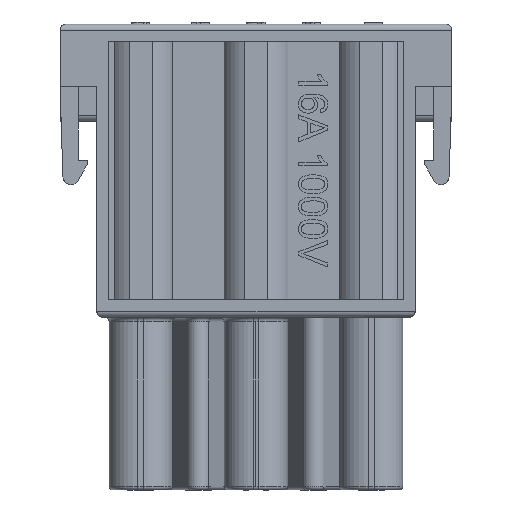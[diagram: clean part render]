
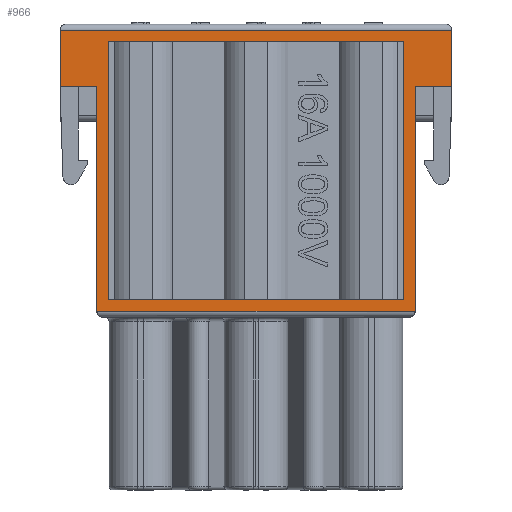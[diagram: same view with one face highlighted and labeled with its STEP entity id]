
A CAD part, left-side view. The second image highlights one B-rep face of the part: STEP entity #966.
In plain terms, the highlighted planar face has unit normal (-1, 0, 0).
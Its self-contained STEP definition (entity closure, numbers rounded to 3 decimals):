
#263=FACE_BOUND('',#2230,.T.);
#264=FACE_BOUND('',#2231,.T.);
#966=ADVANCED_FACE('',(#263,#264),#1347,.T.);
#1347=PLANE('',#9044);
#2230=EDGE_LOOP('',(#3850,#3851,#3852,#3853));
#2231=EDGE_LOOP('',(#3854,#3855,#3856,#3857,#3858,#3859,#3860,#3861));
#3850=ORIENTED_EDGE('',*,*,#6356,.T.);
#3851=ORIENTED_EDGE('',*,*,#6351,.T.);
#3852=ORIENTED_EDGE('',*,*,#6352,.T.);
#3853=ORIENTED_EDGE('',*,*,#6354,.T.);
#3854=ORIENTED_EDGE('',*,*,#6038,.T.);
#3855=ORIENTED_EDGE('',*,*,#6456,.F.);
#3856=ORIENTED_EDGE('',*,*,#6457,.T.);
#3857=ORIENTED_EDGE('',*,*,#6452,.T.);
#3858=ORIENTED_EDGE('',*,*,#6047,.T.);
#3859=ORIENTED_EDGE('',*,*,#6410,.T.);
#3860=ORIENTED_EDGE('',*,*,#6458,.T.);
#3861=ORIENTED_EDGE('',*,*,#6371,.T.);
#5209=VERTEX_POINT('',#12578);
#5210=VERTEX_POINT('',#12580);
#5215=VERTEX_POINT('',#12596);
#5216=VERTEX_POINT('',#12598);
#5382=VERTEX_POINT('',#13228);
#5383=VERTEX_POINT('',#13230);
#5384=VERTEX_POINT('',#13234);
#5385=VERTEX_POINT('',#13238);
#5390=VERTEX_POINT('',#13270);
#5418=VERTEX_POINT('',#13350);
#5445=VERTEX_POINT('',#13432);
#5446=VERTEX_POINT('',#13439);
#6038=EDGE_CURVE('',#5210,#5209,#7144,.T.);
#6047=EDGE_CURVE('',#5216,#5215,#7147,.T.);
#6351=EDGE_CURVE('',#5382,#5383,#7344,.T.);
#6352=EDGE_CURVE('',#5383,#5384,#7345,.T.);
#6354=EDGE_CURVE('',#5384,#5385,#7347,.T.);
#6356=EDGE_CURVE('',#5385,#5382,#7349,.T.);
#6371=EDGE_CURVE('',#5390,#5210,#7360,.T.);
#6410=EDGE_CURVE('',#5215,#5418,#7393,.T.);
#6452=EDGE_CURVE('',#5445,#5216,#7429,.T.);
#6456=EDGE_CURVE('',#5446,#5209,#7433,.T.);
#6457=EDGE_CURVE('',#5446,#5445,#7434,.T.);
#6458=EDGE_CURVE('',#5418,#5390,#7435,.T.);
#7144=LINE('',#12579,#8014);
#7147=LINE('',#12597,#8017);
#7344=LINE('',#13231,#8217);
#7345=LINE('',#13233,#8218);
#7347=LINE('',#13237,#8220);
#7349=LINE('',#13241,#8222);
#7360=LINE('',#13269,#8233);
#7393=LINE('',#13349,#8266);
#7429=LINE('',#13431,#8302);
#7433=LINE('',#13438,#8306);
#7434=LINE('',#13440,#8307);
#7435=LINE('',#13441,#8308);
#8014=VECTOR('',#9765,1.);
#8017=VECTOR('',#9786,1.);
#8217=VECTOR('',#10466,1.);
#8218=VECTOR('',#10469,1.);
#8220=VECTOR('',#10473,1.);
#8222=VECTOR('',#10477,1.);
#8233=VECTOR('',#10514,1.);
#8266=VECTOR('',#10585,1.);
#8302=VECTOR('',#10659,1.);
#8306=VECTOR('',#10667,1.);
#8307=VECTOR('',#10668,1.);
#8308=VECTOR('',#10669,1.);
#9044=AXIS2_PLACEMENT_3D('',#13442,#10670,#10671);
#9765=DIRECTION('',(0.,-1.,0.));
#9786=DIRECTION('',(0.,1.,0.));
#10466=DIRECTION('',(0.,0.,1.));
#10469=DIRECTION('',(0.,-1.,0.));
#10473=DIRECTION('',(0.,0.,-1.));
#10477=DIRECTION('',(0.,1.,0.));
#10514=DIRECTION('',(0.,0.,-1.));
#10585=DIRECTION('',(0.,0.,-1.));
#10659=DIRECTION('',(0.,0.,1.));
#10667=DIRECTION('',(0.,0.,-1.));
#10668=DIRECTION('',(0.,-1.,0.));
#10669=DIRECTION('',(0.,-1.,0.));
#10670=DIRECTION('',(-1.,0.,0.));
#10671=DIRECTION('',(0.,1.,0.));
#12578=CARTESIAN_POINT('',(-5.7,-13.8,15.5));
#12579=CARTESIAN_POINT('',(-5.7,13.8,15.5));
#12580=CARTESIAN_POINT('',(-5.7,13.8,15.5));
#12596=CARTESIAN_POINT('',(-5.7,17.,39.9));
#12597=CARTESIAN_POINT('',(-5.7,-17.,39.9));
#12598=CARTESIAN_POINT('',(-5.7,-17.,39.9));
#13228=CARTESIAN_POINT('',(-5.7,12.8,16.5));
#13230=CARTESIAN_POINT('',(-5.7,12.8,38.9));
#13231=CARTESIAN_POINT('',(-5.7,12.8,16.5));
#13233=CARTESIAN_POINT('',(-5.7,12.8,38.9));
#13234=CARTESIAN_POINT('',(-5.7,-12.8,38.9));
#13237=CARTESIAN_POINT('',(-5.7,-12.8,38.9));
#13238=CARTESIAN_POINT('',(-5.7,-12.8,16.5));
#13241=CARTESIAN_POINT('',(-5.7,-12.8,16.5));
#13269=CARTESIAN_POINT('',(-5.7,13.8,35.));
#13270=CARTESIAN_POINT('',(-5.7,13.8,35.));
#13349=CARTESIAN_POINT('',(-5.7,17.,39.9));
#13350=CARTESIAN_POINT('',(-5.7,17.,35.));
#13431=CARTESIAN_POINT('',(-5.7,-17.,35.));
#13432=CARTESIAN_POINT('',(-5.7,-17.,35.));
#13438=CARTESIAN_POINT('',(-5.7,-13.8,35.));
#13439=CARTESIAN_POINT('',(-5.7,-13.8,35.));
#13440=CARTESIAN_POINT('',(-5.7,-13.8,35.));
#13441=CARTESIAN_POINT('',(-5.7,17.,35.));
#13442=CARTESIAN_POINT('',(-5.7,17.3,13.8));
